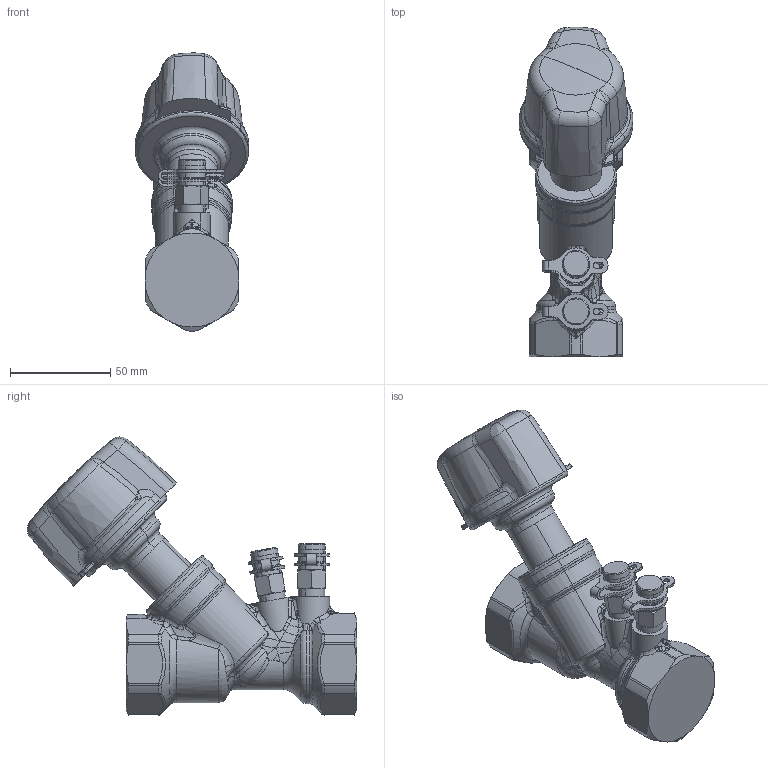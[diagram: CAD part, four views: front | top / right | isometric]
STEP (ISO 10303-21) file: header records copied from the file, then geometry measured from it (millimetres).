
FILE_DESCRIPTION(('CATIA V5 STEP Exchange','CAx-IF Rec.Pracs.--- Model Styling and Organization---1.4--- 2014-01-23','CAx-IF Rec.Pracs.---3D Tessellated Data Validation Properties---0.5---2014-09-14'),'2;1');
FILE_NAME('STEP_130700_-_TST.stp','2021-02-15T08:35:20+00:00',('none'),('none'),'CATIA Version 5-6 Release 2019 SP3','CATIA V5 STEP AP242 v1','none');
FILE_SCHEMA(('AP242_MANAGED_MODEL_BASED_3D_ENGINEERING_MIM_LF {1 0 10303 442 1 1 4}'));
Products named in the file (1): 130700 PIENO
Bounding box: 56.67 x 164.22 x 138.71 mm (x, y, z)
Volume: 328202.3 mm3; surface area: 41897.8 mm2
Topology: 1 solids, 3 shells, 852 faces, 2057 edges, 1176 vertices
Faces by surface type: bspline 427, cylinder 155, cone 79, plane 77, torus 74, sphere 30, revolution 10
Entity records: 68351 total; most frequent: CARTESIAN_POINT 52695, ORIENTED_EDGE 4014, EDGE_CURVE 2007, B_SPLINE_CURVE_WITH_KNOTS 1305, DIRECTION 1256, VERTEX_POINT 1176, EDGE_LOOP 875, ADVANCED_FACE 852
